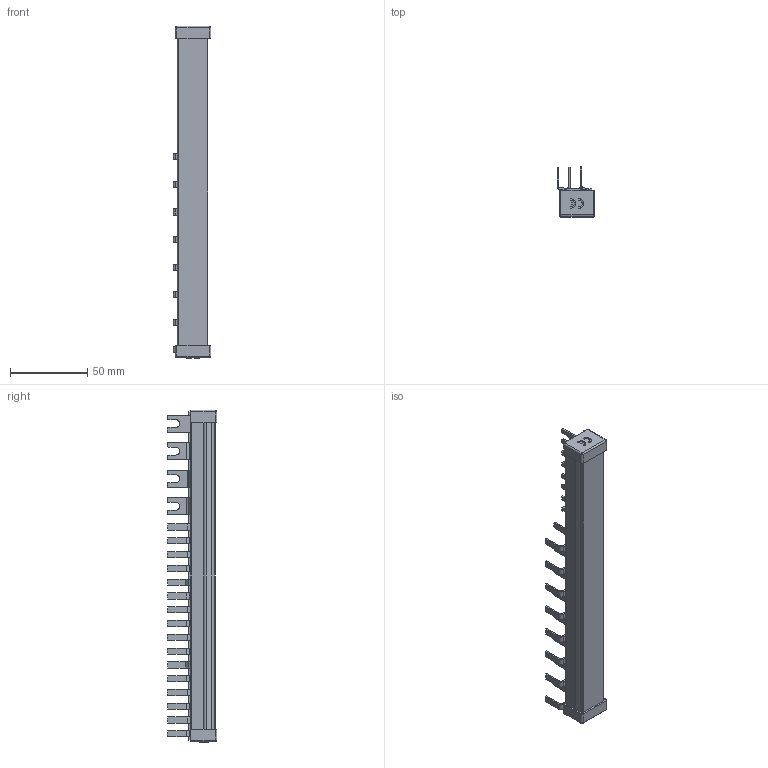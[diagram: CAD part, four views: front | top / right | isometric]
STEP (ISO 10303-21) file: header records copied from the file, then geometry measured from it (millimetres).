
FILE_DESCRIPTION((''),'2;1');
FILE_NAME('STP-IZ10-L1L2L3NL1-NL2-NL3-N_ASM','2021-03-30T',('marketing.praksa'),('Audax d.o.o.'),'CREO PARAMETRIC BY PTC INC, 2017480','CREO PARAMETRIC BY PTC INC, 2017480','');
FILE_SCHEMA(('AUTOMOTIVE_DESIGN { 1 0 10303 214 1 1 1 1 }'));
Length unit declared in the file: millimetre
Products named in the file (4): PRT0117; PRT0115; PRT0118; STP-IZ10-L1L2L3NL1-NL2-NL3-N_ASM
Assembly tree (3 placements, depth 2):
  STP-IZ10-L1L2L3NL1-NL2-NL3-N_ASM
    PRT0117
    PRT0115
    PRT0118
Bounding box: 24.4 x 32 x 214.3 mm (x, y, z)
Volume: 67510.8 mm3; surface area: 22996.7 mm2
Topology: 24 solids, 25 shells, 446 faces, 1219 edges, 826 vertices
Faces by surface type: plane 264, cylinder 178, sphere 4
Entity records: 21553 total; most frequent: CARTESIAN_POINT 2558, DIRECTION 2515, ORIENTED_EDGE 2430, PRESENTATION_STYLE_ASSIGNMENT 1685, STYLED_ITEM 1685, CURVE_STYLE 1215, EDGE_CURVE 1215, AXIS2_PLACEMENT_3D 859
